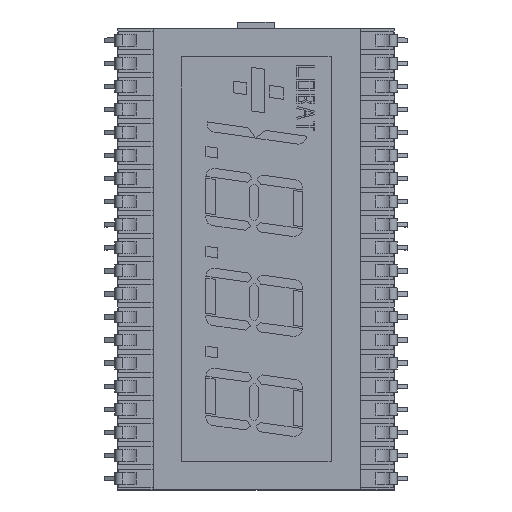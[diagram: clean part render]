
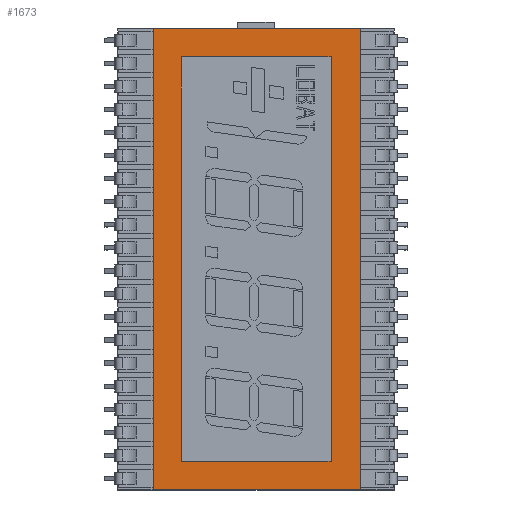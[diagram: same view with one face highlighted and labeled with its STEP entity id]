
A CAD part, top view. The second image highlights one B-rep face of the part: STEP entity #1673.
In plain terms, the highlighted planar face has unit normal (0, 0, 1).
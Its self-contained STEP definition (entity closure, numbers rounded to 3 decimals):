
#12=DIRECTION('',(0.,0.,1.));
#21=VERTEX_POINT('',#22);
#22=CARTESIAN_POINT('',(8.26,-46.355,2.5));
#28=ORIENTED_EDGE('',*,*,#29,.T.);
#29=EDGE_CURVE('',#21,#30,#32,.T.);
#30=VERTEX_POINT('',#31);
#31=CARTESIAN_POINT('',(8.26,-1.855,2.5));
#32=LINE('',#33,#34);
#33=CARTESIAN_POINT('',(8.26,-47.943,2.5));
#34=VECTOR('',#35,1.);
#35=DIRECTION('',(0.,1.,0.));
#47=DIRECTION('',(1.,0.,0.));
#53=VERTEX_POINT('',#54);
#54=CARTESIAN_POINT('',(24.77,-46.355,2.5));
#59=ORIENTED_EDGE('',*,*,#60,.T.);
#60=EDGE_CURVE('',#53,#21,#61,.T.);
#61=LINE('',#62,#63);
#62=CARTESIAN_POINT('',(6.715,-46.355,2.5));
#63=VECTOR('',#64,1.);
#64=DIRECTION('',(-1.,0.,0.));
#69=VECTOR('',#47,1.);
#1662=VERTEX_POINT('',#1663);
#1663=CARTESIAN_POINT('',(24.77,-1.855,2.5));
#1667=EDGE_CURVE('',#1662,#30,#1668,.T.);
#1668=LINE('',#1669,#63);
#1669=CARTESIAN_POINT('',(6.715,-1.855,2.5));
#1673=ADVANCED_FACE('',(#1674,#1696),#1703,.T.);
#1674=FACE_BOUND('',#1675,.T.);
#1675=EDGE_LOOP('',(#1676,#1683,#1688,#1693));
#1676=ORIENTED_EDGE('',*,*,#1677,.F.);
#1677=EDGE_CURVE('',#1678,#1680,#1682,.T.);
#1678=VERTEX_POINT('',#1679);
#1679=CARTESIAN_POINT('',(5.17,-49.53,2.5));
#1680=VERTEX_POINT('',#1681);
#1681=CARTESIAN_POINT('',(5.17,1.27,2.5));
#1682=LINE('',#1679,#34);
#1683=ORIENTED_EDGE('',*,*,#1684,.T.);
#1684=EDGE_CURVE('',#1678,#1685,#1687,.T.);
#1685=VERTEX_POINT('',#1686);
#1686=CARTESIAN_POINT('',(28.03,-49.53,2.5));
#1687=LINE('',#1679,#69);
#1688=ORIENTED_EDGE('',*,*,#1689,.T.);
#1689=EDGE_CURVE('',#1685,#1690,#1692,.T.);
#1690=VERTEX_POINT('',#1691);
#1691=CARTESIAN_POINT('',(28.03,1.27,2.5));
#1692=LINE('',#1686,#34);
#1693=ORIENTED_EDGE('',*,*,#1694,.F.);
#1694=EDGE_CURVE('',#1680,#1690,#1695,.T.);
#1695=LINE('',#1681,#69);
#1696=FACE_BOUND('',#1697,.T.);
#1697=EDGE_LOOP('',(#59,#28,#1698,#1699));
#1698=ORIENTED_EDGE('',*,*,#1667,.F.);
#1699=ORIENTED_EDGE('',*,*,#1700,.F.);
#1700=EDGE_CURVE('',#53,#1662,#1701,.T.);
#1701=LINE('',#1702,#34);
#1702=CARTESIAN_POINT('',(24.77,-47.943,2.5));
#1703=PLANE('',#1704);
#1704=AXIS2_PLACEMENT_3D('',#1679,#12,#47);
